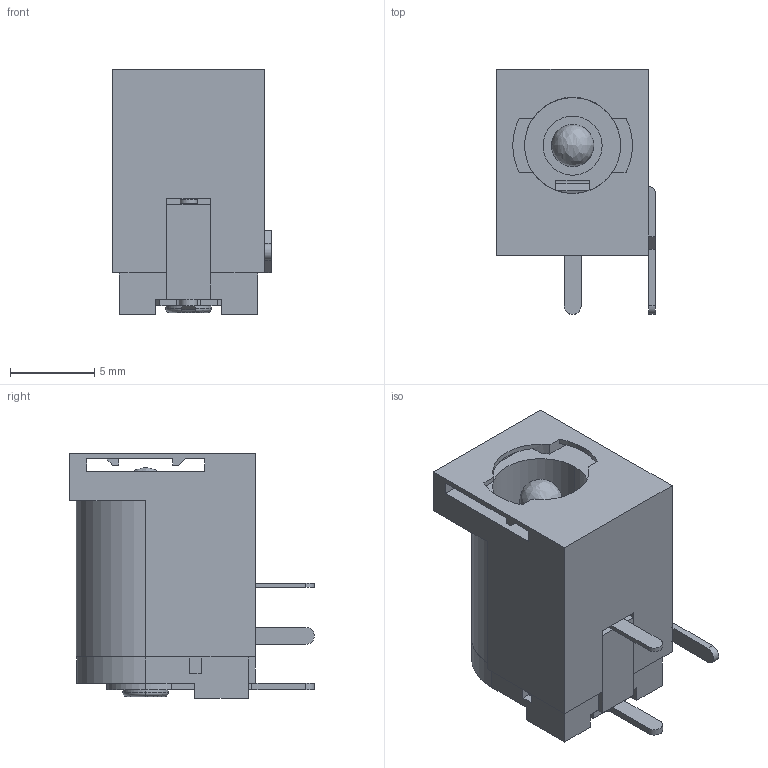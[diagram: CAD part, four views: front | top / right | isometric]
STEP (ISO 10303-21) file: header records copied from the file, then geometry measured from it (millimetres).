
FILE_DESCRIPTION (( 'STEP AP214' ), '1' );
FILE_NAME ('Power Jack-DC-005.STEP', '2014-08-24T14:16:28', ( '' ), ( '' ), 'SwSTEP 2.0', 'SolidWorks 2013', '' );
FILE_SCHEMA (( 'AUTOMOTIVE_DESIGN' ));
Length unit declared in the file: millimetre
Products named in the file (1): Power Jack-DC-005
Bounding box: 9.4 x 14.5 x 14.5 mm (x, y, z)
Volume: 962.5 mm3; surface area: 1382.7 mm2
Topology: 6 solids, 6 shells, 140 faces, 361 edges, 238 vertices
Faces by surface type: plane 104, cylinder 31, bspline 5
Entity records: 5952 total; most frequent: CARTESIAN_POINT 889, ORIENTED_EDGE 718, DIRECTION 695, EDGE_CURVE 359, VECTOR 283, LINE 283, VERTEX_POINT 238, AXIS2_PLACEMENT_3D 206
